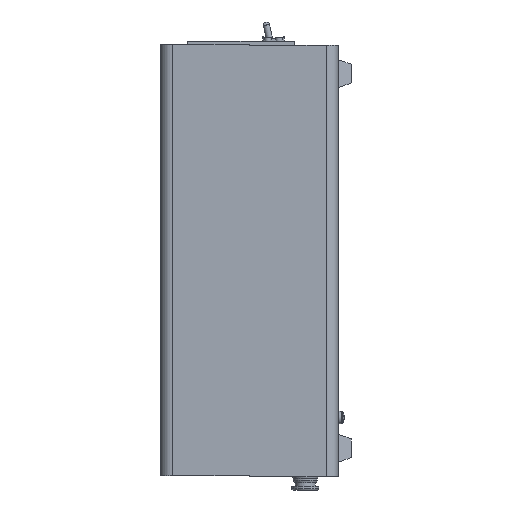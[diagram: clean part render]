
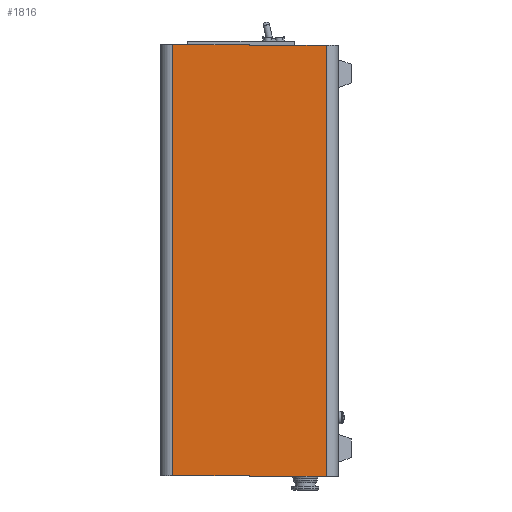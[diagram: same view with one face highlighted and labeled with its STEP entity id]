
A CAD part, left-side view. The second image highlights one B-rep face of the part: STEP entity #1816.
In plain terms, the highlighted planar face has unit normal (-1, 0, 0).
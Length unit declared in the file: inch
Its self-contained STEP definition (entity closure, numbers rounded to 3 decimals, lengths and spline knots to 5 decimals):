
#12 = DIRECTION ( 'NONE',  ( 0., 1., 0. ) ) ;
#58 = CARTESIAN_POINT ( 'NONE',  ( -3.135, 1.395, 3.825 ) ) ;
#399 = CARTESIAN_POINT ( 'NONE',  ( -3.135, 0.035, -3.805 ) ) ;
#517 = EDGE_CURVE ( 'NONE', #9612, #2377, #9806, .T. ) ;
#604 = DIRECTION ( 'NONE',  ( 0., -1., 0. ) ) ;
#649 = VECTOR ( 'NONE', #604, 39.37008 ) ;
#972 = LINE ( 'NONE', #3380, #3222 ) ;
#1416 = CARTESIAN_POINT ( 'NONE',  ( -3.135, 1.485, 3.825 ) ) ;
#1441 = CARTESIAN_POINT ( 'NONE',  ( -3.135, 0.035, -3.805 ) ) ;
#1737 = CARTESIAN_POINT ( 'NONE',  ( -3.135, 1.485, -3.805 ) ) ;
#1816 = ADVANCED_FACE ( 'NONE', ( #3276 ), #6738, .F. ) ;
#1842 = DIRECTION ( 'NONE',  ( 0., 0., 1. ) ) ;
#2260 = DIRECTION ( 'NONE',  ( 0., 1., 0. ) ) ;
#2342 = CARTESIAN_POINT ( 'NONE',  ( -3.135, 0.035, -3.815 ) ) ;
#2377 = VERTEX_POINT ( 'NONE', #8338 ) ;
#2579 = DIRECTION ( 'NONE',  ( 0., 1., 0. ) ) ;
#2771 = VECTOR ( 'NONE', #1842, 39.37008 ) ;
#2902 = LINE ( 'NONE', #1441, #649 ) ;
#2921 = LINE ( 'NONE', #9653, #5139 ) ;
#2964 = VERTEX_POINT ( 'NONE', #8015 ) ;
#2978 = EDGE_CURVE ( 'NONE', #2377, #6849, #2921, .T. ) ;
#2988 = VERTEX_POINT ( 'NONE', #6374 ) ;
#3021 = ORIENTED_EDGE ( 'NONE', *, *, #10475, .T. ) ;
#3188 = ORIENTED_EDGE ( 'NONE', *, *, #7971, .T. ) ;
#3222 = VECTOR ( 'NONE', #12, 39.37008 ) ;
#3276 = FACE_OUTER_BOUND ( 'NONE', #7144, .T. ) ;
#3323 = VECTOR ( 'NONE', #5004, 39.37008 ) ;
#3380 = CARTESIAN_POINT ( 'NONE',  ( -3.135, 0.035, 3.815 ) ) ;
#3550 = CARTESIAN_POINT ( 'NONE',  ( -3.135, -1.325, -3.815 ) ) ;
#3583 = VERTEX_POINT ( 'NONE', #5494 ) ;
#4000 = ORIENTED_EDGE ( 'NONE', *, *, #6528, .F. ) ;
#4266 = ORIENTED_EDGE ( 'NONE', *, *, #7775, .F. ) ;
#5004 = DIRECTION ( 'NONE',  ( 0., 0., 1. ) ) ;
#5135 = VECTOR ( 'NONE', #2260, 39.37008 ) ;
#5139 = VECTOR ( 'NONE', #6342, 39.37008 ) ;
#5494 = CARTESIAN_POINT ( 'NONE',  ( -3.135, 0.035, 3.825 ) ) ;
#5503 = AXIS2_PLACEMENT_3D ( 'NONE', #1737, #7595, #2579 ) ;
#5530 = LINE ( 'NONE', #5782, #3323 ) ;
#5782 = CARTESIAN_POINT ( 'NONE',  ( -3.135, 0.035, 3.825 ) ) ;
#6246 = ORIENTED_EDGE ( 'NONE', *, *, #2978, .T. ) ;
#6342 = DIRECTION ( 'NONE',  ( 0., -1., 0. ) ) ;
#6374 = CARTESIAN_POINT ( 'NONE',  ( -3.135, 1.395, -3.805 ) ) ;
#6528 = EDGE_CURVE ( 'NONE', #10098, #6849, #7478, .T. ) ;
#6738 = PLANE ( 'NONE',  #5503 ) ;
#6849 = VERTEX_POINT ( 'NONE', #3550 ) ;
#7144 = EDGE_LOOP ( 'NONE', ( #4266, #3188, #10637, #6246, #4000, #3021, #8635, #8987 ) ) ;
#7166 = EDGE_CURVE ( 'NONE', #2964, #3583, #5530, .T. ) ;
#7213 = LINE ( 'NONE', #8543, #2771 ) ;
#7451 = EDGE_CURVE ( 'NONE', #3583, #10499, #9778, .T. ) ;
#7478 = LINE ( 'NONE', #10332, #7743 ) ;
#7595 = DIRECTION ( 'NONE',  ( 1., 0., 0. ) ) ;
#7743 = VECTOR ( 'NONE', #7924, 39.37008 ) ;
#7775 = EDGE_CURVE ( 'NONE', #2988, #10499, #7213, .T. ) ;
#7924 = DIRECTION ( 'NONE',  ( 0., 0., -1. ) ) ;
#7971 = EDGE_CURVE ( 'NONE', #2988, #9612, #2902, .T. ) ;
#8015 = CARTESIAN_POINT ( 'NONE',  ( -3.135, 0.035, 3.815 ) ) ;
#8166 = DIRECTION ( 'NONE',  ( 0., 0., -1. ) ) ;
#8338 = CARTESIAN_POINT ( 'NONE',  ( -3.135, 0.035, -3.815 ) ) ;
#8543 = CARTESIAN_POINT ( 'NONE',  ( -3.135, 1.395, -3.805 ) ) ;
#8635 = ORIENTED_EDGE ( 'NONE', *, *, #7166, .T. ) ;
#8987 = ORIENTED_EDGE ( 'NONE', *, *, #7451, .T. ) ;
#9349 = CARTESIAN_POINT ( 'NONE',  ( -3.135, -1.325, 3.815 ) ) ;
#9555 = VECTOR ( 'NONE', #8166, 39.37008 ) ;
#9612 = VERTEX_POINT ( 'NONE', #399 ) ;
#9653 = CARTESIAN_POINT ( 'NONE',  ( -3.135, -1.415, -3.815 ) ) ;
#9778 = LINE ( 'NONE', #1416, #5135 ) ;
#9806 = LINE ( 'NONE', #2342, #9555 ) ;
#10098 = VERTEX_POINT ( 'NONE', #9349 ) ;
#10332 = CARTESIAN_POINT ( 'NONE',  ( -3.135, -1.325, 3.815 ) ) ;
#10475 = EDGE_CURVE ( 'NONE', #10098, #2964, #972, .T. ) ;
#10499 = VERTEX_POINT ( 'NONE', #58 ) ;
#10637 = ORIENTED_EDGE ( 'NONE', *, *, #517, .T. ) ;
